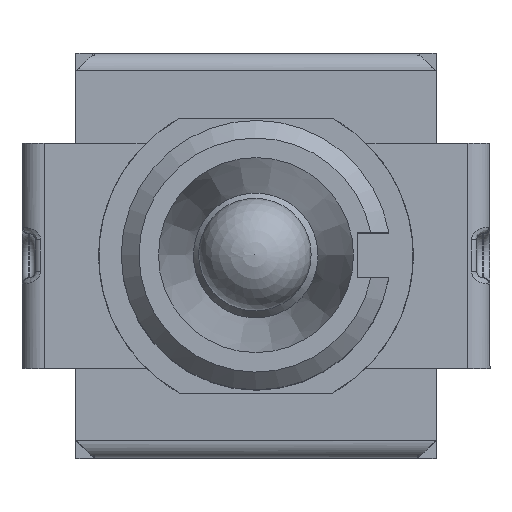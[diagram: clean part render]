
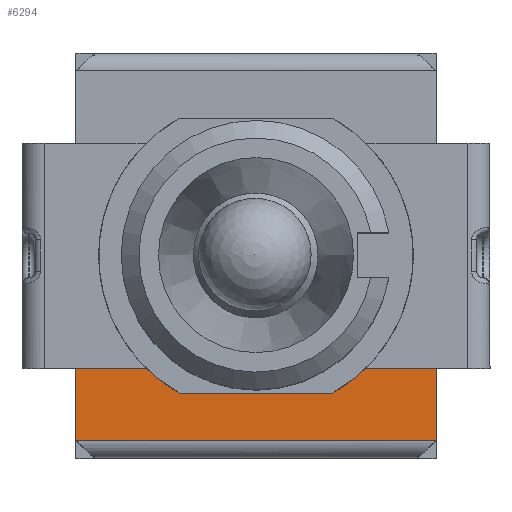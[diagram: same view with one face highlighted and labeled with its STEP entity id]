
A CAD part, top view. The second image highlights one B-rep face of the part: STEP entity #6294.
In plain terms, the highlighted planar face has unit normal (0, 0, 1).
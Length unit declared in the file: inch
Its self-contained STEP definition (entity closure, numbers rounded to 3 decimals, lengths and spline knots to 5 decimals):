
#301=PLANE('',#6857);
#644=FACE_OUTER_BOUND('',#1004,.T.);
#1004=EDGE_LOOP('',(#5503,#5504,#5505,#5506,#5507,#5508));
#1451=LINE('',#9965,#2060);
#1725=LINE('',#11878,#2334);
#1727=LINE('',#11884,#2336);
#1730=LINE('',#11889,#2339);
#1731=LINE('',#11891,#2340);
#1732=LINE('',#11892,#2341);
#2060=VECTOR('',#7538,0.3937);
#2334=VECTOR('',#8238,0.3937);
#2336=VECTOR('',#8244,0.3937);
#2339=VECTOR('',#8249,0.3937);
#2340=VECTOR('',#8250,0.3937);
#2341=VECTOR('',#8251,0.3937);
#2641=VERTEX_POINT('',#8738);
#2801=VERTEX_POINT('',#9909);
#3109=VERTEX_POINT('',#11875);
#3110=VERTEX_POINT('',#11877);
#3112=VERTEX_POINT('',#11883);
#3114=VERTEX_POINT('',#11890);
#3510=EDGE_CURVE('',#2641,#2801,#1451,.T.);
#3943=EDGE_CURVE('',#3109,#3110,#1725,.T.);
#3946=EDGE_CURVE('',#3110,#3112,#1727,.T.);
#3949=EDGE_CURVE('',#3112,#2801,#1730,.T.);
#3950=EDGE_CURVE('',#3114,#3109,#1731,.T.);
#3951=EDGE_CURVE('',#2641,#3114,#1732,.T.);
#5503=ORIENTED_EDGE('',*,*,#3510,.T.);
#5504=ORIENTED_EDGE('',*,*,#3949,.F.);
#5505=ORIENTED_EDGE('',*,*,#3946,.F.);
#5506=ORIENTED_EDGE('',*,*,#3943,.F.);
#5507=ORIENTED_EDGE('',*,*,#3950,.F.);
#5508=ORIENTED_EDGE('',*,*,#3951,.F.);
#6294=ADVANCED_FACE('',(#644),#301,.T.);
#6857=AXIS2_PLACEMENT_3D('',#11888,#8247,#8248);
#7538=DIRECTION('',(-1.,0.,0.));
#8238=DIRECTION('',(-1.,0.,0.));
#8244=DIRECTION('',(-0.707,0.707,0.));
#8247=DIRECTION('center_axis',(0.,0.,
1.));
#8248=DIRECTION('ref_axis',(1.,0.,0.));
#8249=DIRECTION('',(0.,1.,0.));
#8250=DIRECTION('',(-0.707,-0.707,0.));
#8251=DIRECTION('',(0.,-1.,0.));
#8738=CARTESIAN_POINT('',(0.16004,-0.1,0.28858));
#9909=CARTESIAN_POINT('',(-0.16004,-0.1,0.28858));
#9965=CARTESIAN_POINT('',(0.10394,-0.1,0.28858));
#11875=CARTESIAN_POINT('',(0.15965,-0.16417,0.28858));
#11877=CARTESIAN_POINT('',(-0.15965,-0.16417,0.28858));
#11878=CARTESIAN_POINT('',(0.08002,-0.16417,0.28858));
#11883=CARTESIAN_POINT('',(-0.16004,-0.16378,0.28858));
#11884=CARTESIAN_POINT('',(-0.15694,-0.16688,0.28858));
#11888=CARTESIAN_POINT('Origin',(0.,0.,
0.28858));
#11889=CARTESIAN_POINT('',(-0.16004,-0.17992,0.28858));
#11890=CARTESIAN_POINT('',(0.16004,-0.16378,0.28858));
#11891=CARTESIAN_POINT('',(0.15694,-0.16688,0.28858));
#11892=CARTESIAN_POINT('',(0.16004,0.17992,0.28858));
